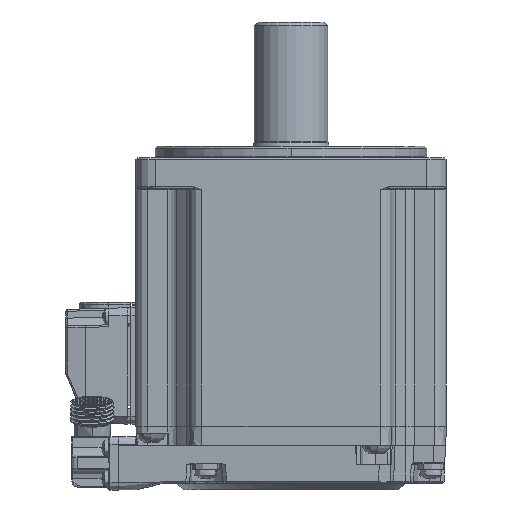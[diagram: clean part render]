
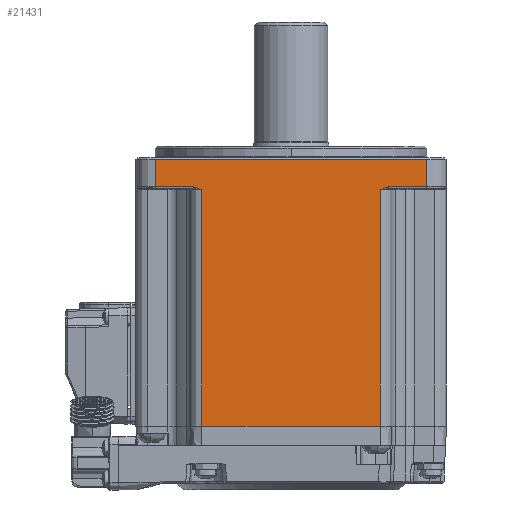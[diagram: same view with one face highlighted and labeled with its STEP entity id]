
A CAD part, left-side view. The second image highlights one B-rep face of the part: STEP entity #21431.
In plain terms, the highlighted planar face has unit normal (-1, 0, 0).
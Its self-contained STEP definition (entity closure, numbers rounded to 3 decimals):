
#231 = DIRECTION ( 'NONE',  ( 0., 1., 0. ) ) ;
#593 = EDGE_CURVE ( 'NONE', #30274, #39021, #27784, .T. ) ;
#706 = VECTOR ( 'NONE', #40321, 1000. ) ;
#1581 = AXIS2_PLACEMENT_3D ( 'NONE', #11851, #4625, #26036 ) ;
#3173 = EDGE_CURVE ( 'NONE', #17051, #27919, #21811, .T. ) ;
#3835 = LINE ( 'NONE', #19202, #13207 ) ;
#4388 = CARTESIAN_POINT ( 'NONE',  ( -40., 24.391, 0.375 ) ) ;
#4625 = DIRECTION ( 'NONE',  ( 1., 0., 0. ) ) ;
#5128 = CARTESIAN_POINT ( 'NONE',  ( -40., -24.767, 0.47 ) ) ;
#5894 = DIRECTION ( 'NONE',  ( 0., 0., 1. ) ) ;
#7935 = LINE ( 'NONE', #33649, #44132 ) ;
#7968 = CARTESIAN_POINT ( 'NONE',  ( -40., 35., 0.5 ) ) ;
#8409 = EDGE_CURVE ( 'NONE', #24712, #17051, #3835, .T. ) ;
#8534 = EDGE_CURVE ( 'NONE', #39729, #43423, #30502, .T. ) ;
#8744 = CARTESIAN_POINT ( 'NONE',  ( -40., -24.391, 0.375 ) ) ;
#8853 = DIRECTION ( 'NONE',  ( 0., 0., -1. ) ) ;
#8916 = CARTESIAN_POINT ( 'NONE',  ( -40., 40., 0.5 ) ) ;
#9685 = VECTOR ( 'NONE', #10441, 1000. ) ;
#10441 = DIRECTION ( 'NONE',  ( 0., 0., -1. ) ) ;
#11847 = ORIENTED_EDGE ( 'NONE', *, *, #12465, .T. ) ;
#11851 = CARTESIAN_POINT ( 'NONE',  ( -40., 40., 8. ) ) ;
#12465 = EDGE_CURVE ( 'NONE', #27919, #17811, #19056, .T. ) ;
#12495 = CARTESIAN_POINT ( 'NONE',  ( -40., 24.207, 0.309 ) ) ;
#12768 = ORIENTED_EDGE ( 'NONE', *, *, #16429, .T. ) ;
#13207 = VECTOR ( 'NONE', #14431, 1000. ) ;
#13237 = EDGE_CURVE ( 'NONE', #17811, #26091, #35934, .T. ) ;
#13731 = ORIENTED_EDGE ( 'NONE', *, *, #8409, .T. ) ;
#14104 = VECTOR ( 'NONE', #16620, 1000. ) ;
#14334 = B_SPLINE_CURVE_WITH_KNOTS ( 'NONE', 3,
 ( #22654, #33009, #26273, #4388, #12495, #41840, #14976, #29174 ),
 .UNSPECIFIED., .F., .F.,
 ( 4, 2, 2, 4 ),
 ( 0., 0.001, 0.001, 0.002 ),
 .UNSPECIFIED. ) ;
#14431 = DIRECTION ( 'NONE',  ( 0., -1., 0. ) ) ;
#14622 = CARTESIAN_POINT ( 'NONE',  ( -40., 23., -61.2 ) ) ;
#14976 = CARTESIAN_POINT ( 'NONE',  ( -40., 23.337, -0.11 ) ) ;
#15062 = CARTESIAN_POINT ( 'NONE',  ( -40., -35., 8. ) ) ;
#15137 = ORIENTED_EDGE ( 'NONE', *, *, #17055, .T. ) ;
#15927 = CARTESIAN_POINT ( 'NONE',  ( -40., 25.154, 0.5 ) ) ;
#16429 = EDGE_CURVE ( 'NONE', #26091, #46201, #16857, .T. ) ;
#16620 = DIRECTION ( 'NONE',  ( 0., -1., 0. ) ) ;
#16857 = LINE ( 'NONE', #8916, #14104 ) ;
#17025 = B_SPLINE_CURVE_WITH_KNOTS ( 'NONE', 3,
 ( #33755, #41702, #38074, #45068, #8744, #5128, #34466, #41936 ),
 .UNSPECIFIED., .F., .F.,
 ( 4, 2, 2, 4 ),
 ( 0., 0.001, 0.002, 0.002 ),
 .UNSPECIFIED. ) ;
#17051 = VERTEX_POINT ( 'NONE', #27014 ) ;
#17055 = EDGE_CURVE ( 'NONE', #39021, #24712, #17025, .T. ) ;
#17437 = EDGE_CURVE ( 'NONE', #30274, #43423, #7935, .T. ) ;
#17811 = VERTEX_POINT ( 'NONE', #41473 ) ;
#18825 = CARTESIAN_POINT ( 'NONE',  ( -40., 35., 7.5 ) ) ;
#19045 = CARTESIAN_POINT ( 'NONE',  ( -40., -23., -61.2 ) ) ;
#19056 = LINE ( 'NONE', #18825, #19604 ) ;
#19202 = CARTESIAN_POINT ( 'NONE',  ( -40., 40., 0.5 ) ) ;
#19284 = PLANE ( 'NONE',  #1581 ) ;
#19604 = VECTOR ( 'NONE', #26524, 1000. ) ;
#20098 = VECTOR ( 'NONE', #8853, 1000. ) ;
#20488 = CARTESIAN_POINT ( 'NONE',  ( -40., -35., 7.5 ) ) ;
#21107 = ORIENTED_EDGE ( 'NONE', *, *, #3173, .T. ) ;
#21431 = ADVANCED_FACE ( 'NONE', ( #25088 ), #19284, .F. ) ;
#21811 = LINE ( 'NONE', #15062, #706 ) ;
#22202 = CARTESIAN_POINT ( 'NONE',  ( -40., -25.154, 0.5 ) ) ;
#22654 = CARTESIAN_POINT ( 'NONE',  ( -40., 25.154, 0.5 ) ) ;
#24712 = VERTEX_POINT ( 'NONE', #22202 ) ;
#25088 = FACE_OUTER_BOUND ( 'NONE', #46146, .T. ) ;
#26036 = DIRECTION ( 'NONE',  ( 0., 1., 0. ) ) ;
#26091 = VERTEX_POINT ( 'NONE', #7968 ) ;
#26273 = CARTESIAN_POINT ( 'NONE',  ( -40., 24.767, 0.47 ) ) ;
#26524 = DIRECTION ( 'NONE',  ( 0., 1., 0. ) ) ;
#27014 = CARTESIAN_POINT ( 'NONE',  ( -40., -35., 0.5 ) ) ;
#27784 = LINE ( 'NONE', #46558, #35003 ) ;
#27919 = VERTEX_POINT ( 'NONE', #20488 ) ;
#29174 = CARTESIAN_POINT ( 'NONE',  ( -40., 23., -0.3 ) ) ;
#30274 = VERTEX_POINT ( 'NONE', #19045 ) ;
#30502 = LINE ( 'NONE', #45184, #20098 ) ;
#31684 = ORIENTED_EDGE ( 'NONE', *, *, #13237, .T. ) ;
#31835 = CARTESIAN_POINT ( 'NONE',  ( -40., -23., -0.3 ) ) ;
#33009 = CARTESIAN_POINT ( 'NONE',  ( -40., 24.958, 0.5 ) ) ;
#33649 = CARTESIAN_POINT ( 'NONE',  ( -40., 26., -61.2 ) ) ;
#33755 = CARTESIAN_POINT ( 'NONE',  ( -40., -23., -0.3 ) ) ;
#34466 = CARTESIAN_POINT ( 'NONE',  ( -40., -24.958, 0.5 ) ) ;
#35003 = VECTOR ( 'NONE', #5894, 1000. ) ;
#35243 = ORIENTED_EDGE ( 'NONE', *, *, #593, .T. ) ;
#35934 = LINE ( 'NONE', #39543, #9685 ) ;
#36720 = ORIENTED_EDGE ( 'NONE', *, *, #37105, .T. ) ;
#37105 = EDGE_CURVE ( 'NONE', #46201, #39729, #14334, .T. ) ;
#38074 = CARTESIAN_POINT ( 'NONE',  ( -40., -23.673, 0.082 ) ) ;
#39021 = VERTEX_POINT ( 'NONE', #31835 ) ;
#39543 = CARTESIAN_POINT ( 'NONE',  ( -40., 35., 0. ) ) ;
#39729 = VERTEX_POINT ( 'NONE', #42816 ) ;
#40321 = DIRECTION ( 'NONE',  ( 0., 0., 1. ) ) ;
#40391 = ORIENTED_EDGE ( 'NONE', *, *, #17437, .F. ) ;
#41473 = CARTESIAN_POINT ( 'NONE',  ( -40., 35., 7.5 ) ) ;
#41702 = CARTESIAN_POINT ( 'NONE',  ( -40., -23.336, -0.11 ) ) ;
#41840 = CARTESIAN_POINT ( 'NONE',  ( -40., 23.673, 0.082 ) ) ;
#41936 = CARTESIAN_POINT ( 'NONE',  ( -40., -25.154, 0.5 ) ) ;
#42601 = ORIENTED_EDGE ( 'NONE', *, *, #8534, .T. ) ;
#42816 = CARTESIAN_POINT ( 'NONE',  ( -40., 23., -0.3 ) ) ;
#43423 = VERTEX_POINT ( 'NONE', #14622 ) ;
#44132 = VECTOR ( 'NONE', #231, 1000. ) ;
#45068 = CARTESIAN_POINT ( 'NONE',  ( -40., -24.207, 0.309 ) ) ;
#45184 = CARTESIAN_POINT ( 'NONE',  ( -40., 23., 8. ) ) ;
#46146 = EDGE_LOOP ( 'NONE', ( #12768, #36720, #42601, #40391, #35243, #15137, #13731, #21107, #11847, #31684 ) ) ;
#46201 = VERTEX_POINT ( 'NONE', #15927 ) ;
#46558 = CARTESIAN_POINT ( 'NONE',  ( -40., -23., 8. ) ) ;
